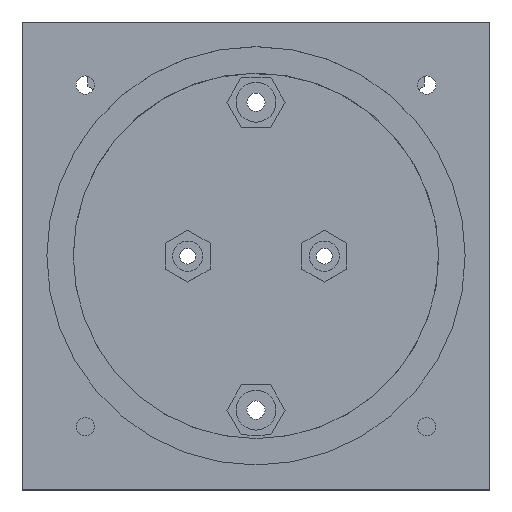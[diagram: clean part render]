
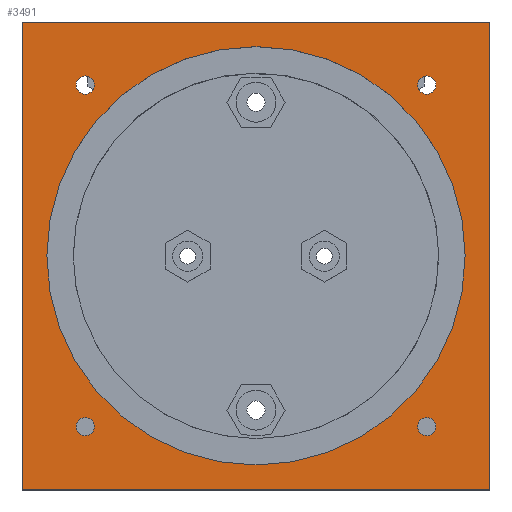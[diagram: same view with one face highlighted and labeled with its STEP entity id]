
A CAD part, top view. The second image highlights one B-rep face of the part: STEP entity #3491.
In plain terms, the highlighted planar face has unit normal (0, 0, 1).
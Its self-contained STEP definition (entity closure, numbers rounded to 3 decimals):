
#104=FACE_BOUND('',#598,.T.);
#105=FACE_BOUND('',#599,.T.);
#106=FACE_BOUND('',#600,.T.);
#107=FACE_BOUND('',#601,.T.);
#108=FACE_BOUND('',#602,.T.);
#179=CIRCLE('',#3685,1.27);
#187=CIRCLE('',#3707,1.27);
#190=CIRCLE('',#3724,1.27);
#193=CIRCLE('',#3741,1.27);
#195=CIRCLE('',#3757,29.075);
#369=FACE_OUTER_BOUND('',#597,.T.);
#597=EDGE_LOOP('',(#3161,#3162,#3163,#3164));
#598=EDGE_LOOP('',(#3165));
#599=EDGE_LOOP('',(#3166));
#600=EDGE_LOOP('',(#3167));
#601=EDGE_LOOP('',(#3168));
#602=EDGE_LOOP('',(#3169));
#994=LINE('',#5667,#1390);
#997=LINE('',#5672,#1393);
#999=LINE('',#5676,#1395);
#1000=LINE('',#5678,#1396);
#1390=VECTOR('',#4675,10.);
#1393=VECTOR('',#4680,10.);
#1395=VECTOR('',#4684,10.);
#1396=VECTOR('',#4687,10.);
#1614=VERTEX_POINT('',#5332);
#1659=VERTEX_POINT('',#5453);
#1679=VERTEX_POINT('',#5520);
#1699=VERTEX_POINT('',#5587);
#1718=VERTEX_POINT('',#5652);
#1721=VERTEX_POINT('',#5664);
#1722=VERTEX_POINT('',#5666);
#1723=VERTEX_POINT('',#5670);
#1724=VERTEX_POINT('',#5674);
#2037=EDGE_CURVE('',#1614,#1614,#179,.T.);
#2099=EDGE_CURVE('',#1659,#1659,#187,.T.);
#2132=EDGE_CURVE('',#1679,#1679,#190,.T.);
#2165=EDGE_CURVE('',#1699,#1699,#193,.T.);
#2196=EDGE_CURVE('',#1718,#1718,#195,.T.);
#2202=EDGE_CURVE('',#1721,#1722,#994,.T.);
#2205=EDGE_CURVE('',#1723,#1721,#997,.T.);
#2207=EDGE_CURVE('',#1724,#1723,#999,.T.);
#2208=EDGE_CURVE('',#1722,#1724,#1000,.T.);
#3161=ORIENTED_EDGE('',*,*,#2208,.F.);
#3162=ORIENTED_EDGE('',*,*,#2202,.F.);
#3163=ORIENTED_EDGE('',*,*,#2205,.F.);
#3164=ORIENTED_EDGE('',*,*,#2207,.F.);
#3165=ORIENTED_EDGE('',*,*,#2037,.T.);
#3166=ORIENTED_EDGE('',*,*,#2099,.T.);
#3167=ORIENTED_EDGE('',*,*,#2132,.T.);
#3168=ORIENTED_EDGE('',*,*,#2165,.T.);
#3169=ORIENTED_EDGE('',*,*,#2196,.T.);
#3318=PLANE('',#3767);
#3491=ADVANCED_FACE('',(#369,#104,#105,#106,#107,#108),#3318,.T.);
#3685=AXIS2_PLACEMENT_3D('',#5334,#4371,#4372);
#3707=AXIS2_PLACEMENT_3D('',#5455,#4469,#4470);
#3724=AXIS2_PLACEMENT_3D('',#5522,#4533,#4534);
#3741=AXIS2_PLACEMENT_3D('',#5589,#4597,#4598);
#3757=AXIS2_PLACEMENT_3D('',#5653,#4658,#4659);
#3767=AXIS2_PLACEMENT_3D('',#5679,#4688,#4689);
#4371=DIRECTION('center_axis',(0.,0.,-1.));
#4372=DIRECTION('ref_axis',(0.,1.,0.));
#4469=DIRECTION('center_axis',(0.,0.,-1.));
#4470=DIRECTION('ref_axis',(1.,0.,0.));
#4533=DIRECTION('center_axis',(0.,0.,-1.));
#4534=DIRECTION('ref_axis',(0.,-1.,0.));
#4597=DIRECTION('center_axis',(0.,0.,-1.));
#4598=DIRECTION('ref_axis',(-1.,0.,0.));
#4658=DIRECTION('center_axis',(0.,0.,-1.));
#4659=DIRECTION('ref_axis',(1.,0.,0.));
#4675=DIRECTION('',(0.,-1.,0.));
#4680=DIRECTION('',(1.,0.,0.));
#4684=DIRECTION('',(0.,1.,0.));
#4687=DIRECTION('',(-1.,0.,0.));
#4688=DIRECTION('center_axis',(0.,0.,1.));
#4689=DIRECTION('ref_axis',(1.,0.,0.));
#5332=CARTESIAN_POINT('',(23.741,22.471,0.));
#5334=CARTESIAN_POINT('Origin',(23.741,23.741,0.));
#5453=CARTESIAN_POINT('',(22.471,-23.741,0.));
#5455=CARTESIAN_POINT('Origin',(23.741,-23.741,0.));
#5520=CARTESIAN_POINT('',(-23.741,-22.471,0.));
#5522=CARTESIAN_POINT('Origin',(-23.741,-23.741,0.));
#5587=CARTESIAN_POINT('',(-22.471,23.741,0.));
#5589=CARTESIAN_POINT('Origin',(-23.741,23.741,0.));
#5652=CARTESIAN_POINT('',(-29.075,0.,0.));
#5653=CARTESIAN_POINT('Origin',(0.,0.,0.));
#5664=CARTESIAN_POINT('',(32.5,32.5,0.));
#5666=CARTESIAN_POINT('',(32.5,-32.5,0.));
#5667=CARTESIAN_POINT('',(32.5,32.5,0.));
#5670=CARTESIAN_POINT('',(-32.5,32.5,0.));
#5672=CARTESIAN_POINT('',(-32.5,32.5,0.));
#5674=CARTESIAN_POINT('',(-32.5,-32.5,0.));
#5676=CARTESIAN_POINT('',(-32.5,-32.5,0.));
#5678=CARTESIAN_POINT('',(32.5,-32.5,0.));
#5679=CARTESIAN_POINT('Origin',(0.,0.,
0.));
